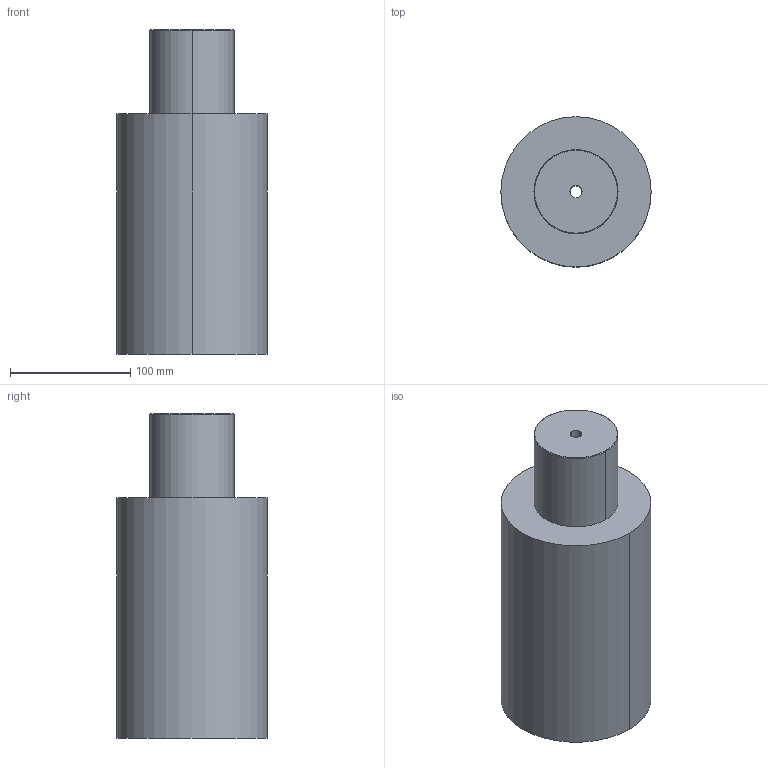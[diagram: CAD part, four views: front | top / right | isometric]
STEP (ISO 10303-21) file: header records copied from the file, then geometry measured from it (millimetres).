
FILE_DESCRIPTION((''),'2;1');
FILE_NAME('8420920085','2020-07-15T08:41:15',('thiemer'),(''),'CREO PARAMETRIC BY PTC INC, 2018400','CREO PARAMETRIC BY PTC INC, 2018400','');
FILE_SCHEMA(('AUTOMOTIVE_DESIGN { 1 0 10303 214 1 1 1 1 }'));
Length unit declared in the file: millimetre
Products named in the file (1): 8420920085
Bounding box: 125 x 125 x 270 mm (x, y, z)
Volume: 2431094.1 mm3; surface area: 140309.5 mm2
Topology: 1 solids, 1 shells, 14 faces, 28 edges, 18 vertices
Faces by surface type: cylinder 8, plane 4, cone 2
Entity records: 930 total; most frequent: DIRECTION 108, CARTESIAN_POINT 84, ORIENTED_EDGE 56, PRESENTATION_STYLE_ASSIGNMENT 50, STYLED_ITEM 50, CURVE_STYLE 49, AXIS2_PLACEMENT_3D 44, PROPERTY_DEFINITION 42
